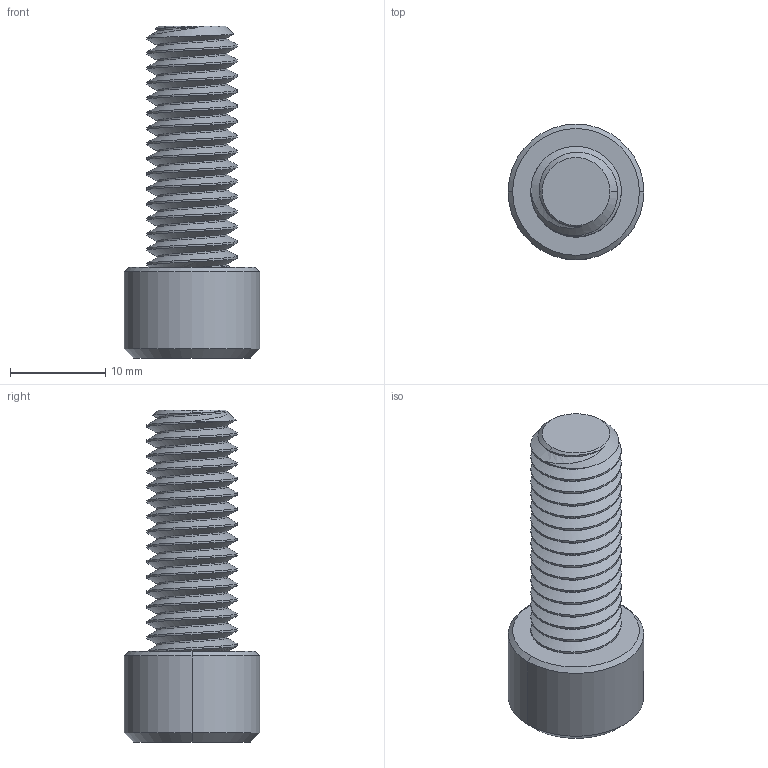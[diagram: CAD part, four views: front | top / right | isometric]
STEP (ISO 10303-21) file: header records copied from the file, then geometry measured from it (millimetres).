
FILE_DESCRIPTION (( 'STEP AP203' ), '1' );
FILE_NAME ('91251A624.step', '2013-10-30T20:57:45', ( '' ), ( '' ), 'SwSTEP 2.0', 'SolidWorks 2010', '' );
FILE_SCHEMA (( 'CONFIG_CONTROL_DESIGN' ));
Length unit declared in the file: inch
Products named in the file (1): 91251A624
Bounding box: 14.29 x 14.29 x 34.92 mm (x, y, z)
Volume: 2617.1 mm3; surface area: 2028.1 mm2
Topology: 1 solids, 1 shells, 92 faces, 247 edges, 159 vertices
Faces by surface type: cylinder 67, cone 13, plane 10, bspline 2
Entity records: 4556 total; most frequent: CARTESIAN_POINT 2581, ORIENTED_EDGE 494, DIRECTION 308, EDGE_CURVE 247, VERTEX_POINT 159, AXIS2_PLACEMENT_3D 112, EDGE_LOOP 94, FACE_OUTER_BOUND 92
